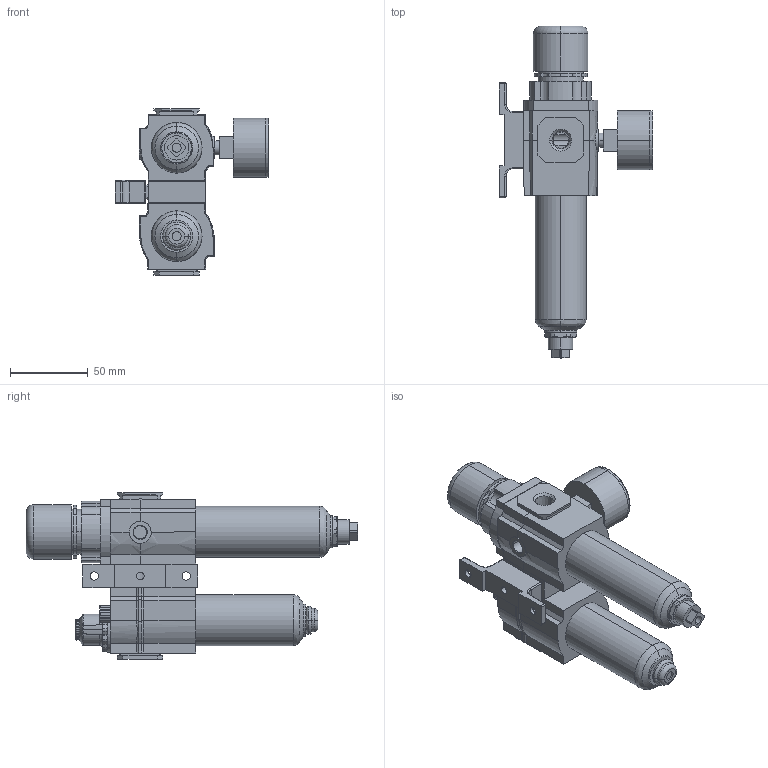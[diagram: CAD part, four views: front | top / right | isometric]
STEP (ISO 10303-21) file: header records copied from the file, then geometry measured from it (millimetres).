
FILE_DESCRIPTION (( 'STEP AP214' ), '1' );
FILE_NAME ('Norgren-BL72-205GA.STEP', '2020-12-08T16:55:03', ( '' ), ( '' ), 'SwSTEP 2.0', 'SolidWorks 2020', '' );
FILE_SCHEMA (( 'AUTOMOTIVE_DESIGN' ));
Length unit declared in the file: millimetre
Products named in the file (17): BL72_B72g_2KAL; BL72_Auto Drain; BL72_gauge; BL72_ss_14; BL72_ss_02; BL72_4214-51; BL_72-2; BL72_ss_09_A; BL72_L72_2ET; BL72_4213-89; BL72_ss_16; BL72_Nut-retainer; BL72_ss_41; Bl72_ss_74; Norgren-BL72-205GA; BL72_ss_08-L_E; BL72_ss_43
Assembly tree (16 placements, depth 4):
  Norgren-BL72-205GA
    BL72_B72g_2KAL
      BL72_ss_43
      BL72_ss_09_A
      BL72_ss_02
      BL72_Auto Drain
      BL72_Nut-retainer
    BL72_L72_2ET
      BL72_ss_08-L_E
      BL_72-2
        BL72_ss_14
        BL72_ss_41
        Bl72_ss_74
      BL72_ss_16
    BL72_gauge
    BL72_4214-51
    BL72_4213-89
Bounding box: 98.85 x 213.14 x 107 mm (x, y, z)
Volume: 441330.8 mm3; surface area: 86823.5 mm2
Topology: 14 solids, 16 shells, 673 faces, 1674 edges, 1055 vertices
Faces by surface type: plane 327, cylinder 222, bspline 62, cone 42, torus 12, sphere 8
Entity records: 26411 total; most frequent: CARTESIAN_POINT 6089, ORIENTED_EDGE 3316, DIRECTION 3299, EDGE_CURVE 1658, AXIS2_PLACEMENT_3D 1151, VERTEX_POINT 1047, VECTOR 997, LINE 997
